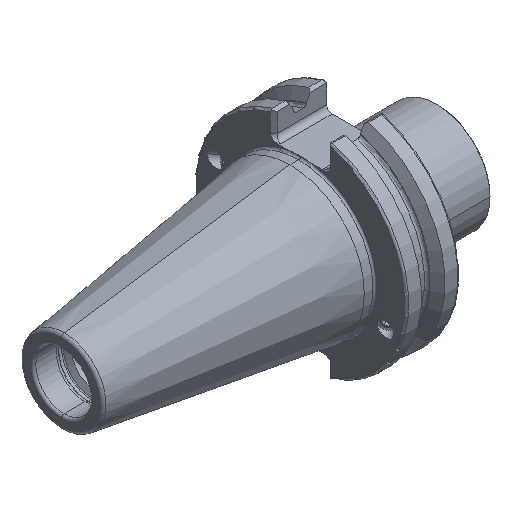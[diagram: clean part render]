
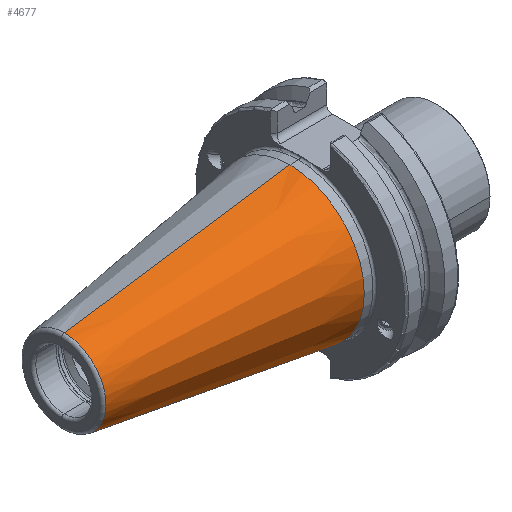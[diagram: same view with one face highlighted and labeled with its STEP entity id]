
A CAD part, isometric view. The second image highlights one B-rep face of the part: STEP entity #4677.
In plain terms, the highlighted conical face has half-angle 8.297 degrees and reference radius 22.225 mm.
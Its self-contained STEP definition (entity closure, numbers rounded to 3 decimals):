
#251 = AXIS2_PLACEMENT_3D ( 'NONE', #2260, #2084, #2325 ) ;
#263 = VERTEX_POINT ( 'NONE', #3715 ) ;
#546 = CIRCLE ( 'NONE', #5832, 12.397 ) ;
#998 = AXIS2_PLACEMENT_3D ( 'NONE', #5408, #5435, #5456 ) ;
#1291 = CARTESIAN_POINT ( 'NONE',  ( -67.394, 0., -12.397 ) ) ;
#1396 = FACE_OUTER_BOUND ( 'NONE', #1933, .T. ) ;
#1595 = VECTOR ( 'NONE', #3076, 1000. ) ;
#1625 = EDGE_CURVE ( 'NONE', #6143, #3305, #546, .T. ) ;
#1845 = VECTOR ( 'NONE', #2820, 1000. ) ;
#1933 = EDGE_LOOP ( 'NONE', ( #3449, #5389, #5787, #5667 ) ) ;
#2084 = DIRECTION ( 'NONE',  ( 1., 0., 0. ) ) ;
#2260 = CARTESIAN_POINT ( 'NONE',  ( 0., 0., 0. ) ) ;
#2325 = DIRECTION ( 'NONE',  ( 0., 0., -1. ) ) ;
#2396 = CIRCLE ( 'NONE', #998, 22.225 ) ;
#2820 = DIRECTION ( 'NONE',  ( 0.99, 0., 0.144 ) ) ;
#2991 = LINE ( 'NONE', #5682, #1845 ) ;
#3018 = CARTESIAN_POINT ( 'NONE',  ( -67.394, 0., 0. ) ) ;
#3043 = LINE ( 'NONE', #3085, #1595 ) ;
#3076 = DIRECTION ( 'NONE',  ( 0.99, 0., -0.144 ) ) ;
#3085 = CARTESIAN_POINT ( 'NONE',  ( 0., 0., -22.225 ) ) ;
#3165 = DIRECTION ( 'NONE',  ( -1., 0., 0. ) ) ;
#3168 = VERTEX_POINT ( 'NONE', #3261 ) ;
#3261 = CARTESIAN_POINT ( 'NONE',  ( 0., 0., -22.225 ) ) ;
#3305 = VERTEX_POINT ( 'NONE', #4583 ) ;
#3449 = ORIENTED_EDGE ( 'NONE', *, *, #5746, .F. ) ;
#3481 = EDGE_CURVE ( 'NONE', #6143, #3168, #3043, .T. ) ;
#3675 = CONICAL_SURFACE ( 'NONE', #251, 22.225, 0.145 ) ;
#3715 = CARTESIAN_POINT ( 'NONE',  ( 0., 0., 22.225 ) ) ;
#4215 = DIRECTION ( 'NONE',  ( 0., 0., 1. ) ) ;
#4583 = CARTESIAN_POINT ( 'NONE',  ( -67.394, 0., 12.397 ) ) ;
#4677 = ADVANCED_FACE ( 'NONE', ( #1396 ), #3675, .T. ) ;
#5298 = EDGE_CURVE ( 'NONE', #3168, #263, #2396, .T. ) ;
#5389 = ORIENTED_EDGE ( 'NONE', *, *, #1625, .F. ) ;
#5408 = CARTESIAN_POINT ( 'NONE',  ( 0., 0., 0. ) ) ;
#5435 = DIRECTION ( 'NONE',  ( -1., 0., 0. ) ) ;
#5456 = DIRECTION ( 'NONE',  ( 0., 0., 1. ) ) ;
#5667 = ORIENTED_EDGE ( 'NONE', *, *, #5298, .T. ) ;
#5682 = CARTESIAN_POINT ( 'NONE',  ( 0., 0., 22.225 ) ) ;
#5746 = EDGE_CURVE ( 'NONE', #3305, #263, #2991, .T. ) ;
#5787 = ORIENTED_EDGE ( 'NONE', *, *, #3481, .T. ) ;
#5832 = AXIS2_PLACEMENT_3D ( 'NONE', #3018, #3165, #4215 ) ;
#6143 = VERTEX_POINT ( 'NONE', #1291 ) ;
